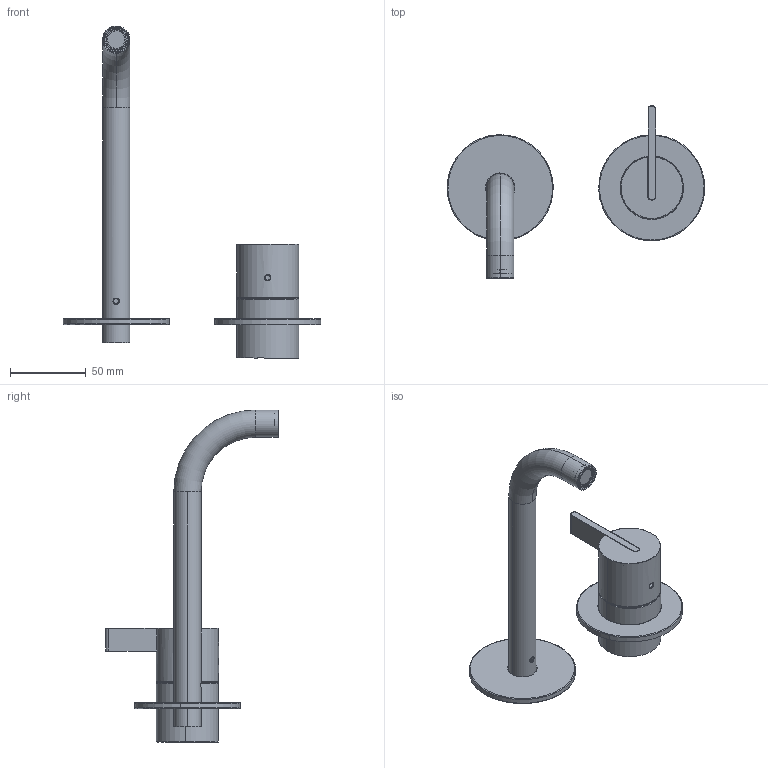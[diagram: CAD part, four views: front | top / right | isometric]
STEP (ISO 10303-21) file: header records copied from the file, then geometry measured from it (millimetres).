
FILE_DESCRIPTION (( 'STEP AP214' ), '1' );
FILE_NAME ('Z35.0030 3D.STEP', '2023-07-03T07:24:32', ( '' ), ( '' ), 'SwSTEP 2.0', 'SolidWorks 2022', '' );
FILE_SCHEMA (( 'AUTOMOTIVE_DESIGN' ));
Length unit declared in the file: millimetre
Products named in the file (8): 0615.001.00; 0366.002.00; 0041.008.00; 0039.015.00; Z35.0030 3D; Areador M16.5x1; 0039.007.00; 0104.001.00
Assembly tree (7 placements, depth 2):
  Z35.0030 3D
    Areador M16.5x1
    0104.001.00
    0615.001.00
    0366.002.00
    0039.015.00
    0039.007.00
    0041.008.00
Bounding box: 169.93 x 114 x 219 mm (x, y, z)
Volume: 67812.3 mm3; surface area: 69948.1 mm2
Topology: 7 solids, 7 shells, 237 faces, 568 edges, 355 vertices
Faces by surface type: cylinder 96, plane 70, cone 34, torus 33, bspline 4
Entity records: 9984 total; most frequent: CARTESIAN_POINT 3822, DIRECTION 1341, ORIENTED_EDGE 1124, EDGE_CURVE 562, AXIS2_PLACEMENT_3D 560, VERTEX_POINT 355, CIRCLE 317, EDGE_LOOP 271
